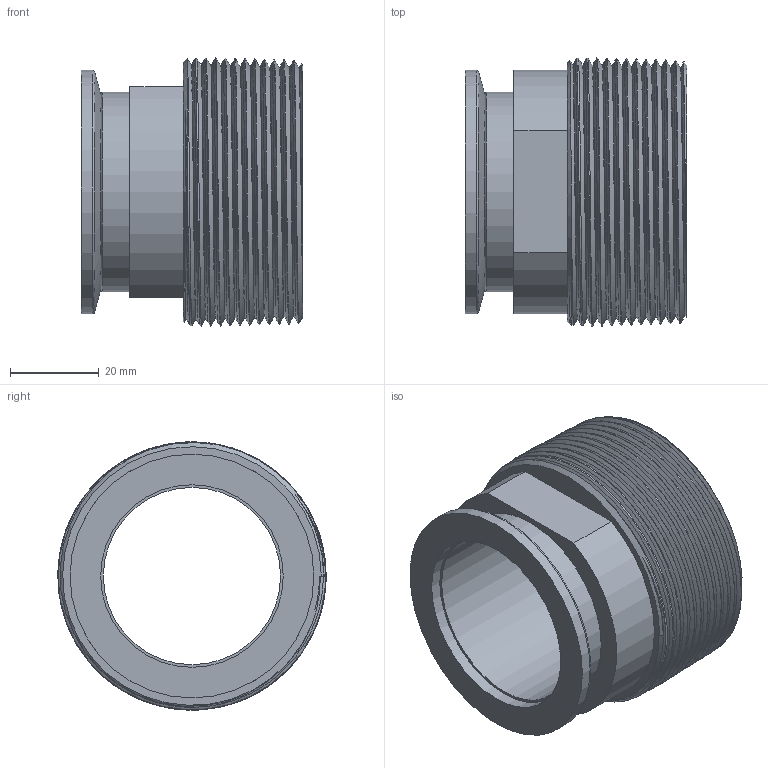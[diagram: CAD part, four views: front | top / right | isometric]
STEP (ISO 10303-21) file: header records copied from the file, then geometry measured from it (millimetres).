
FILE_DESCRIPTION (( 'STEP AP214' ), '1' );
FILE_NAME ('1KF40NM2FULLVAC.STEP', '2025-04-17T12:43:09', ( '' ), ( '' ), 'SwSTEP 2.0', 'SolidWorks 2017', '' );
FILE_SCHEMA (( 'AUTOMOTIVE_DESIGN' ));
Length unit declared in the file: millimetre
Products named in the file (1): 1KF40NM2FULLVAC
Bounding box: 50 x 60.56 x 60.55 mm (x, y, z)
Volume: 56574.6 mm3; surface area: 23544.6 mm2
Topology: 1 solids, 1 shells, 84 faces, 262 edges, 183 vertices
Faces by surface type: bspline 35, cone 32, plane 9, cylinder 6, torus 2
Full cylindrical faces by diameter (mm): 40 x1, 41.2 x1, 45 x1, 55 x1
Entity records: 41683 total; most frequent: CARTESIAN_POINT 39745, ORIENTED_EDGE 506, EDGE_CURVE 253, DIRECTION 207, VERTEX_POINT 181, B_SPLINE_CURVE_WITH_KNOTS 163, EDGE_LOOP 96, FACE_OUTER_BOUND 90
